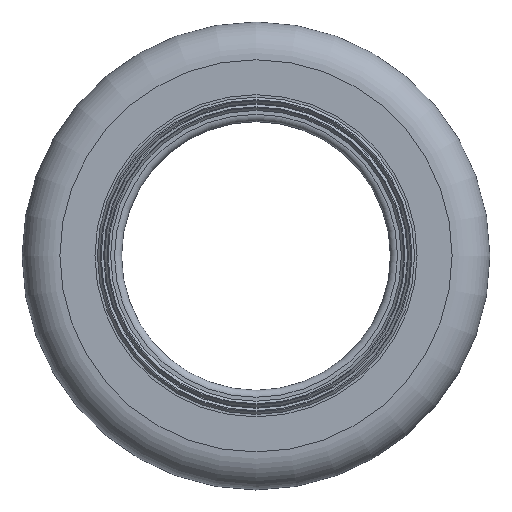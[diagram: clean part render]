
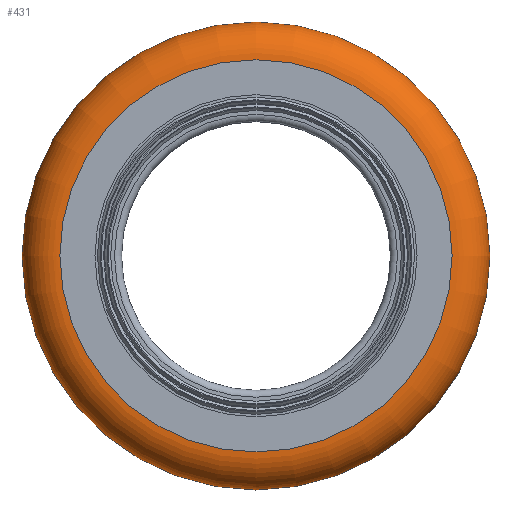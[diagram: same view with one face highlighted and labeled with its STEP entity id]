
A CAD part, top view. The second image highlights one B-rep face of the part: STEP entity #431.
In plain terms, the highlighted toroidal (fillet/blend) face has major radius 140 mm and minor radius 27 mm.
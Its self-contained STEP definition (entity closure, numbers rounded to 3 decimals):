
#176=EDGE_LOOP('',(#264));
#177=EDGE_LOOP('',(#265));
#264=ORIENTED_EDGE('',*,*,#323,.F.);
#265=ORIENTED_EDGE('',*,*,#309,.F.);
#309=EDGE_CURVE('',#581,#581,#353,.T.);
#323=EDGE_CURVE('',#595,#595,#367,.T.);
#353=CIRCLE('',#650,140.);
#367=CIRCLE('',#674,140.);
#431=ADVANCED_FACE('',(#532,#533),#458,.T.);
#458=TOROIDAL_SURFACE('',#676,140.,27.);
#532=FACE_BOUND('',#176,.T.);
#533=FACE_BOUND('',#177,.T.);
#581=VERTEX_POINT('',#949);
#595=VERTEX_POINT('',#987);
#650=AXIS2_PLACEMENT_3D('',#948,#789,#790);
#674=AXIS2_PLACEMENT_3D('',#986,#837,#838);
#676=AXIS2_PLACEMENT_3D('',#989,#841,#842);
#789=DIRECTION('',(0.,0.,-1.));
#790=DIRECTION('',(1.,0.,0.));
#837=DIRECTION('',(0.,0.,1.));
#838=DIRECTION('',(-1.,0.,0.));
#841=DIRECTION('',(0.,0.,1.));
#842=DIRECTION('',(-1.,0.,0.));
#948=CARTESIAN_POINT('',(0.,0.,88.));
#949=CARTESIAN_POINT('',(140.,0.,88.));
#986=CARTESIAN_POINT('',(0.,0.,142.));
#987=CARTESIAN_POINT('',(-140.,0.,142.));
#989=CARTESIAN_POINT('',(0.,0.,115.));
